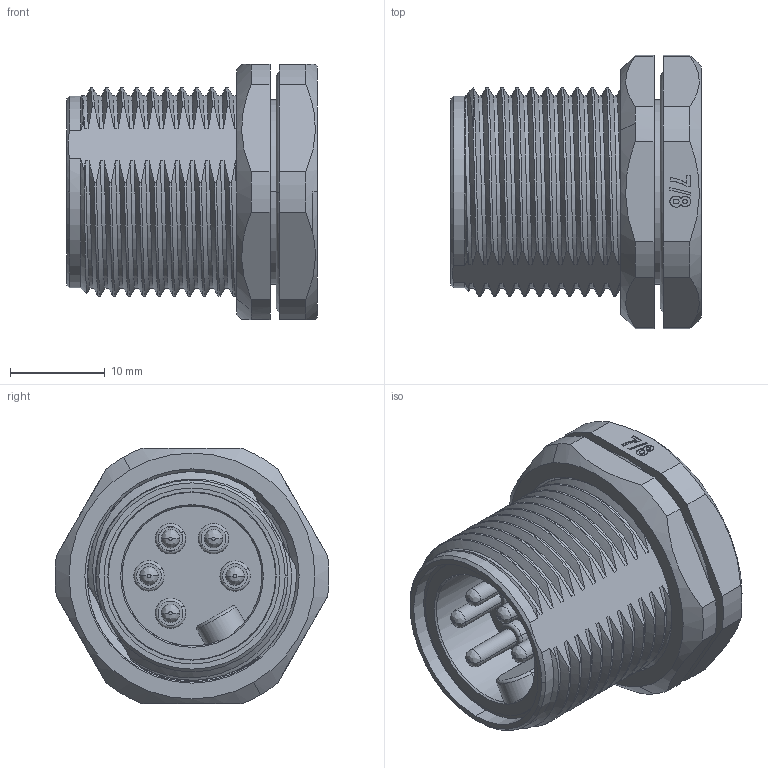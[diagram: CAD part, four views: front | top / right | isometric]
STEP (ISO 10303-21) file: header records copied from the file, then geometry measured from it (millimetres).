
FILE_DESCRIPTION((''),'2;1');
FILE_NAME('7_8-M05-BKR-7_8-W1_5_SW0001','2020-12-28T',('tc.chen'),(''),'PRO/ENGINEER BY PARAMETRIC TECHNOLOGY CORPORATION, 2012480','PRO/ENGINEER BY PARAMETRIC TECHNOLOGY CORPORATION, 2012480','');
FILE_SCHEMA(('AUTOMOTIVE_DESIGN { 1 0 10303 214 1 1 1 1 }'));
Length unit declared in the file: millimetre
Products named in the file (1): 7_8-M05-BKR-7_8-W1_5_SW0001
Bounding box: 26.5 x 28.96 x 27 mm (x, y, z)
Volume: 9469.1 mm3; surface area: 6476.7 mm2
Topology: 1 solids, 1 shells, 297 faces, 803 edges, 525 vertices
Faces by surface type: bspline 98, cylinder 82, plane 54, extrusion 35, cone 15, torus 13
Entity records: 16704 total; most frequent: CARTESIAN_POINT 9969, ORIENTED_EDGE 1606, DIRECTION 994, EDGE_CURVE 803, VERTEX_POINT 525, B_SPLINE_CURVE_WITH_KNOTS 385, AXIS2_PLACEMENT_3D 342, EDGE_LOOP 322
